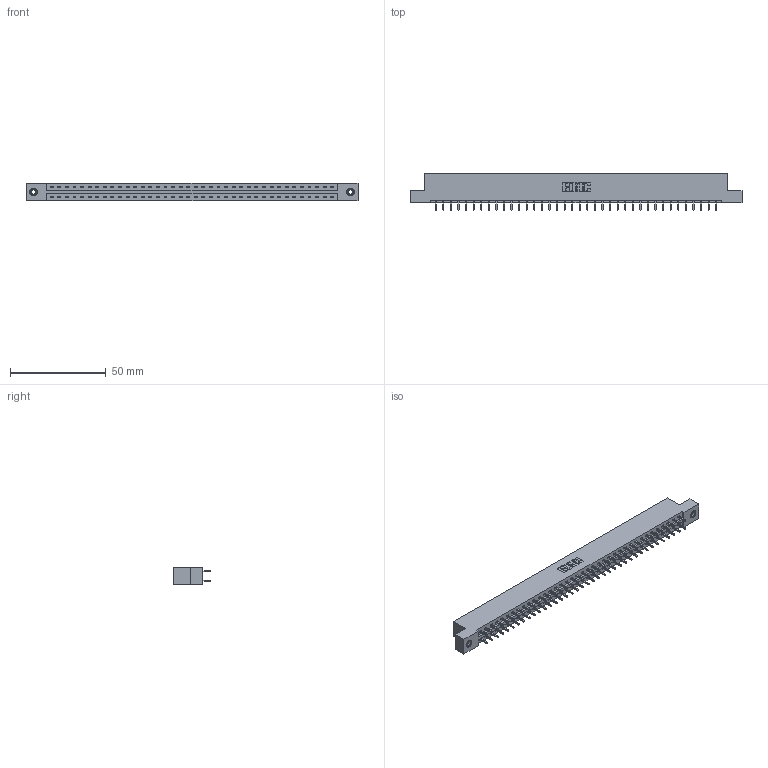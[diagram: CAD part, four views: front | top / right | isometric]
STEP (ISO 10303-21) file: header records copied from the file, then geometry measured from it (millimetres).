
FILE_DESCRIPTION (( 'STEP AP203' ), '1' );
FILE_NAME ('337-076-521-208.STEP', '2018-08-11T19:28:17', ( '' ), ( '' ), 'SwSTEP 2.0', 'SolidWorks 2016', '' );
FILE_SCHEMA (( 'CONFIG_CONTROL_DESIGN' ));
Length unit declared in the file: inch
Products named in the file (4): 337 Part_Flush Mounting Lugs - 0.156 Dia-TI; 345-292-001_345-293-121; 345-250-001_345-250-003-102; 337-076-521-208
Assembly tree (79 placements, depth 2):
  337-076-521-208
    337 Part_Flush Mounting Lugs - 0.156 Dia-TI
    345-292-001_345-293-121  x76
    345-250-001_345-250-003-102  x2
Bounding box: 173.58 x 19.06 x 9.4 mm (x, y, z)
Volume: 18202.8 mm3; surface area: 20338.1 mm2
Topology: 79 solids, 79 shells, 4278 faces, 12683 edges, 8346 vertices
Faces by surface type: plane 2990, cylinder 1272, cone 12, torus 4
Entity records: 31184 total; most frequent: CARTESIAN_POINT 5237, ORIENTED_EDGE 5166, DIRECTION 4493, EDGE_CURVE 2583, VECTOR 2435, LINE 2435, VERTEX_POINT 1716, AXIS2_PLACEMENT_3D 1029
